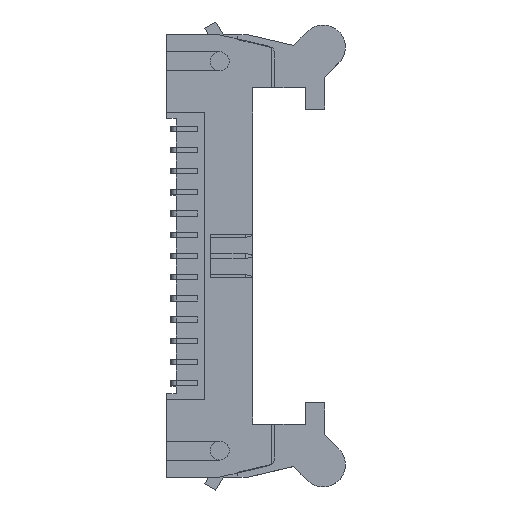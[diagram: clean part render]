
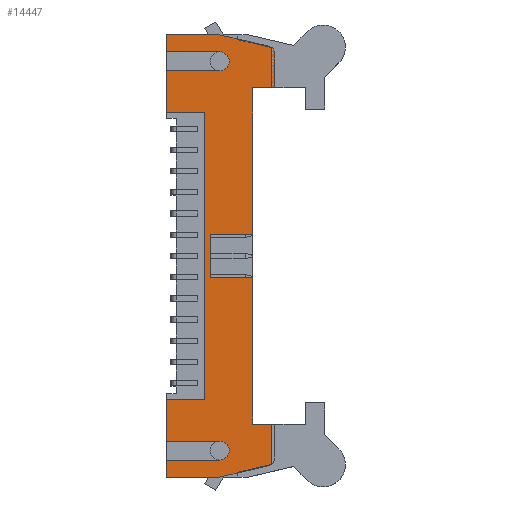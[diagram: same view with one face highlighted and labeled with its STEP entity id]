
A CAD part, top view. The second image highlights one B-rep face of the part: STEP entity #14447.
In plain terms, the highlighted face is planar.
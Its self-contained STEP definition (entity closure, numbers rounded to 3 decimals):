
#91=CIRCLE('',#15553,0.75);
#93=CIRCLE('',#15576,0.9);
#94=CIRCLE('',#15582,0.75);
#95=CIRCLE('',#15583,0.9);
#2086=ORIENTED_EDGE('',*,*,#5451,.F.);
#2087=ORIENTED_EDGE('',*,*,#5330,.F.);
#2088=ORIENTED_EDGE('',*,*,#5416,.F.);
#2089=ORIENTED_EDGE('',*,*,#5412,.F.);
#2090=ORIENTED_EDGE('',*,*,#5410,.F.);
#2091=ORIENTED_EDGE('',*,*,#5371,.F.);
#2092=ORIENTED_EDGE('',*,*,#5407,.F.);
#2093=ORIENTED_EDGE('',*,*,#5404,.F.);
#2094=ORIENTED_EDGE('',*,*,#5395,.F.);
#2095=ORIENTED_EDGE('',*,*,#5460,.F.);
#2096=ORIENTED_EDGE('',*,*,#5461,.T.);
#2097=ORIENTED_EDGE('',*,*,#5462,.T.);
#2098=ORIENTED_EDGE('',*,*,#5454,.F.);
#2099=ORIENTED_EDGE('',*,*,#5389,.F.);
#2100=ORIENTED_EDGE('',*,*,#5386,.F.);
#2101=ORIENTED_EDGE('',*,*,#5463,.F.);
#2102=ORIENTED_EDGE('',*,*,#5458,.F.);
#2103=ORIENTED_EDGE('',*,*,#5464,.F.);
#2104=ORIENTED_EDGE('',*,*,#5447,.F.);
#2105=ORIENTED_EDGE('',*,*,#5465,.F.);
#2106=ORIENTED_EDGE('',*,*,#5466,.F.);
#2107=ORIENTED_EDGE('',*,*,#5467,.F.);
#2108=ORIENTED_EDGE('',*,*,#5443,.F.);
#2109=ORIENTED_EDGE('',*,*,#5362,.F.);
#2110=ORIENTED_EDGE('',*,*,#5288,.F.);
#2111=ORIENTED_EDGE('',*,*,#5285,.T.);
#2112=ORIENTED_EDGE('',*,*,#5418,.F.);
#2113=ORIENTED_EDGE('',*,*,#5334,.F.);
#5285=EDGE_CURVE('',#7105,#7104,#8634,.T.);
#5288=EDGE_CURVE('',#7105,#7107,#8637,.T.);
#5330=EDGE_CURVE('',#7125,#7126,#8676,.T.);
#5334=EDGE_CURVE('',#7129,#7130,#8680,.T.);
#5362=EDGE_CURVE('',#7107,#7141,#8700,.T.);
#5371=EDGE_CURVE('',#7146,#7147,#91,.T.);
#5386=EDGE_CURVE('',#7155,#7156,#8719,.T.);
#5389=EDGE_CURVE('',#7156,#7158,#8722,.T.);
#5395=EDGE_CURVE('',#7163,#7160,#8728,.T.);
#5404=EDGE_CURVE('',#7160,#7169,#8736,.T.);
#5407=EDGE_CURVE('',#7169,#7146,#8739,.T.);
#5410=EDGE_CURVE('',#7147,#7171,#8742,.T.);
#5412=EDGE_CURVE('',#7171,#7172,#8744,.T.);
#5416=EDGE_CURVE('',#7172,#7125,#8748,.T.);
#5418=EDGE_CURVE('',#7130,#7104,#8750,.T.);
#5443=EDGE_CURVE('',#7141,#7179,#8775,.T.);
#5447=EDGE_CURVE('',#7182,#7183,#8779,.T.);
#5451=EDGE_CURVE('',#7126,#7129,#93,.T.);
#5454=EDGE_CURVE('',#7158,#7185,#8785,.T.);
#5458=EDGE_CURVE('',#7187,#7188,#8789,.T.);
#5460=EDGE_CURVE('',#7189,#7163,#8791,.T.);
#5461=EDGE_CURVE('',#7189,#7190,#8792,.T.);
#5462=EDGE_CURVE('',#7190,#7185,#8793,.T.);
#5463=EDGE_CURVE('',#7188,#7155,#94,.T.);
#5464=EDGE_CURVE('',#7183,#7187,#8794,.T.);
#5465=EDGE_CURVE('',#7191,#7182,#8795,.T.);
#5466=EDGE_CURVE('',#7192,#7191,#95,.T.);
#5467=EDGE_CURVE('',#7179,#7192,#8796,.T.);
#7104=VERTEX_POINT('',#21759);
#7105=VERTEX_POINT('',#21761);
#7107=VERTEX_POINT('',#21767);
#7125=VERTEX_POINT('',#21836);
#7126=VERTEX_POINT('',#21837);
#7129=VERTEX_POINT('',#21845);
#7130=VERTEX_POINT('',#21846);
#7141=VERTEX_POINT('',#21900);
#7146=VERTEX_POINT('',#21919);
#7147=VERTEX_POINT('',#21921);
#7155=VERTEX_POINT('',#21948);
#7156=VERTEX_POINT('',#21950);
#7158=VERTEX_POINT('',#21956);
#7160=VERTEX_POINT('',#21962);
#7163=VERTEX_POINT('',#21967);
#7169=VERTEX_POINT('',#21989);
#7171=VERTEX_POINT('',#22001);
#7172=VERTEX_POINT('',#22005);
#7179=VERTEX_POINT('',#22048);
#7182=VERTEX_POINT('',#22054);
#7183=VERTEX_POINT('',#22056);
#7185=VERTEX_POINT('',#22069);
#7187=VERTEX_POINT('',#22075);
#7188=VERTEX_POINT('',#22077);
#7189=VERTEX_POINT('',#22081);
#7190=VERTEX_POINT('',#22083);
#7191=VERTEX_POINT('',#22088);
#7192=VERTEX_POINT('',#22090);
#8634=LINE('',#21760,#10594);
#8637=LINE('',#21766,#10597);
#8676=LINE('',#21835,#10636);
#8680=LINE('',#21844,#10640);
#8700=LINE('',#21903,#10660);
#8719=LINE('',#21949,#10679);
#8722=LINE('',#21955,#10682);
#8728=LINE('',#21968,#10688);
#8736=LINE('',#21988,#10696);
#8739=LINE('',#21994,#10699);
#8742=LINE('',#22000,#10702);
#8744=LINE('',#22004,#10704);
#8748=LINE('',#22011,#10708);
#8750=LINE('',#22013,#10710);
#8775=LINE('',#22047,#10735);
#8779=LINE('',#22055,#10739);
#8785=LINE('',#22068,#10745);
#8789=LINE('',#22076,#10749);
#8791=LINE('',#22080,#10751);
#8792=LINE('',#22082,#10752);
#8793=LINE('',#22084,#10753);
#8794=LINE('',#22086,#10754);
#8795=LINE('',#22087,#10755);
#8796=LINE('',#22091,#10756);
#10594=VECTOR('',#17635,1000.);
#10597=VECTOR('',#17640,1000.);
#10636=VECTOR('',#17703,1000.);
#10640=VECTOR('',#17709,1000.);
#10660=VECTOR('',#17763,1000.);
#10679=VECTOR('',#17810,1000.);
#10682=VECTOR('',#17815,1000.);
#10688=VECTOR('',#17823,1000.);
#10696=VECTOR('',#17837,1000.);
#10699=VECTOR('',#17844,1000.);
#10702=VECTOR('',#17851,1000.);
#10704=VECTOR('',#17855,1000.);
#10708=VECTOR('',#17861,1000.);
#10710=VECTOR('',#17863,1000.);
#10735=VECTOR('',#17896,1000.);
#10739=VECTOR('',#17900,1000.);
#10745=VECTOR('',#17916,1000.);
#10749=VECTOR('',#17922,1000.);
#10751=VECTOR('',#17926,1000.);
#10752=VECTOR('',#17927,1000.);
#10753=VECTOR('',#17928,1000.);
#10754=VECTOR('',#17931,1000.);
#10755=VECTOR('',#17932,1000.);
#10756=VECTOR('',#17935,1000.);
#12035=EDGE_LOOP('',(#2086,#2087,#2088,#2089,#2090,#2091,#2092,#2093,#2094,
#2095,#2096,#2097,#2098,#2099,#2100,#2101,#2102,#2103,#2104,#2105,#2106,
#2107,#2108,#2109,#2110,#2111,#2112,#2113));
#12873=FACE_BOUND('',#12035,.T.);
#13675=PLANE('',#15581);
#14447=ADVANCED_FACE('',(#12873),#13675,.F.);
#15553=AXIS2_PLACEMENT_3D('',#21920,#17783,#17784);
#15576=AXIS2_PLACEMENT_3D('',#22062,#17906,#17907);
#15581=AXIS2_PLACEMENT_3D('',#22079,#17924,#17925);
#15582=AXIS2_PLACEMENT_3D('',#22085,#17929,#17930);
#15583=AXIS2_PLACEMENT_3D('',#22089,#17933,#17934);
#17635=DIRECTION('',(0.,0.,-1.));
#17640=DIRECTION('',(-1.,0.,0.));
#17703=DIRECTION('',(0.,0.,1.));
#17709=DIRECTION('',(0.,0.,-1.));
#17763=DIRECTION('',(0.,0.,-1.));
#17783=DIRECTION('',(0.,1.,0.));
#17784=DIRECTION('',(0.,0.,1.));
#17810=DIRECTION('',(1.,0.,0.));
#17815=DIRECTION('',(0.,0.,-1.));
#17823=DIRECTION('',(1.,0.,0.));
#17837=DIRECTION('',(0.,0.,1.));
#17844=DIRECTION('',(1.,0.,0.));
#17851=DIRECTION('',(0.225,0.,-0.974));
#17855=DIRECTION('',(0.,0.,-1.));
#17861=DIRECTION('',(-1.,0.,0.));
#17863=DIRECTION('',(-1.,0.,0.));
#17896=DIRECTION('',(-1.,0.,0.));
#17900=DIRECTION('',(-1.,0.,0.));
#17906=DIRECTION('',(0.,-1.,0.));
#17907=DIRECTION('',(1.,0.,0.));
#17916=DIRECTION('',(1.,0.,0.));
#17922=DIRECTION('',(0.225,0.,0.974));
#17924=DIRECTION('',(0.,1.,0.));
#17925=DIRECTION('',(0.,0.,1.));
#17926=DIRECTION('',(0.,0.,1.));
#17927=DIRECTION('',(-1.,0.,0.));
#17928=DIRECTION('',(0.,0.,1.));
#17929=DIRECTION('',(0.,1.,0.));
#17930=DIRECTION('',(0.,0.,1.));
#17931=DIRECTION('',(0.,0.,1.));
#17932=DIRECTION('',(0.,0.,-1.));
#17933=DIRECTION('',(0.,-1.,0.));
#17934=DIRECTION('',(1.,0.,0.));
#17935=DIRECTION('',(0.,0.,1.));
#21759=CARTESIAN_POINT('',(13.5,-3.,-5.));
#21760=CARTESIAN_POINT('',(13.5,-3.,-1.4));
#21761=CARTESIAN_POINT('',(13.5,-3.,-1.4));
#21766=CARTESIAN_POINT('',(13.5,-3.,-1.4));
#21767=CARTESIAN_POINT('',(-13.5,-3.,-1.4));
#21835=CARTESIAN_POINT('',(19.25,-3.,-5.));
#21836=CARTESIAN_POINT('',(19.25,-3.,-5.));
#21837=CARTESIAN_POINT('',(19.25,-3.,0.));
#21844=CARTESIAN_POINT('',(17.45,-3.,0.));
#21845=CARTESIAN_POINT('',(17.45,-3.,0.));
#21846=CARTESIAN_POINT('',(17.45,-3.,-5.));
#21900=CARTESIAN_POINT('',(-13.5,-3.,-5.));
#21903=CARTESIAN_POINT('',(-13.5,-3.,-1.4));
#21919=CARTESIAN_POINT('',(19.053,-3.,5.2));
#21920=CARTESIAN_POINT('',(19.053,-3.,4.45));
#21921=CARTESIAN_POINT('',(19.784,-3.,4.619));
#21948=CARTESIAN_POINT('',(-19.053,-3.,5.2));
#21949=CARTESIAN_POINT('',(-19.65,-3.,5.2));
#21950=CARTESIAN_POINT('',(-15.85,-3.,5.2));
#21955=CARTESIAN_POINT('',(-15.85,-3.,5.2));
#21956=CARTESIAN_POINT('',(-15.85,-3.,3.1));
#21962=CARTESIAN_POINT('',(15.85,-3.,3.1));
#21967=CARTESIAN_POINT('',(2.,-3.,3.1));
#21968=CARTESIAN_POINT('',(-15.85,-3.,3.1));
#21988=CARTESIAN_POINT('',(15.85,-3.,3.1));
#21989=CARTESIAN_POINT('',(15.85,-3.,5.2));
#21994=CARTESIAN_POINT('',(15.85,-3.,5.2));
#22000=CARTESIAN_POINT('',(19.65,-3.,5.2));
#22001=CARTESIAN_POINT('',(20.85,-3.,0.));
#22004=CARTESIAN_POINT('',(20.85,-3.,0.));
#22005=CARTESIAN_POINT('',(20.85,-3.,-5.));
#22011=CARTESIAN_POINT('',(20.85,-3.,-5.));
#22013=CARTESIAN_POINT('',(20.85,-3.,-5.));
#22047=CARTESIAN_POINT('',(-13.,-3.,-5.));
#22048=CARTESIAN_POINT('',(-17.45,-3.,-5.));
#22054=CARTESIAN_POINT('',(-19.25,-3.,-5.));
#22055=CARTESIAN_POINT('',(-13.,-3.,-5.));
#22056=CARTESIAN_POINT('',(-20.85,-3.,-5.));
#22062=CARTESIAN_POINT('',(18.35,-3.,0.));
#22068=CARTESIAN_POINT('',(-15.85,-3.,3.1));
#22069=CARTESIAN_POINT('',(-2.,-3.,3.1));
#22075=CARTESIAN_POINT('',(-20.85,-3.,0.));
#22076=CARTESIAN_POINT('',(-20.85,-3.,0.));
#22077=CARTESIAN_POINT('',(-19.784,-3.,4.619));
#22079=CARTESIAN_POINT('',(0.,-3.,0.));
#22080=CARTESIAN_POINT('',(2.,-3.,-0.9));
#22081=CARTESIAN_POINT('',(2.,-3.,-0.9));
#22082=CARTESIAN_POINT('',(2.,-3.,-0.9));
#22083=CARTESIAN_POINT('',(-2.,-3.,-0.9));
#22084=CARTESIAN_POINT('',(-2.,-3.,-0.9));
#22085=CARTESIAN_POINT('',(-19.053,-3.,4.45));
#22086=CARTESIAN_POINT('',(-20.85,-3.,-5.));
#22087=CARTESIAN_POINT('',(-19.25,-3.,0.));
#22088=CARTESIAN_POINT('',(-19.25,-3.,0.));
#22089=CARTESIAN_POINT('',(-18.35,-3.,0.));
#22090=CARTESIAN_POINT('',(-17.45,-3.,0.));
#22091=CARTESIAN_POINT('',(-17.45,-3.,-5.));
